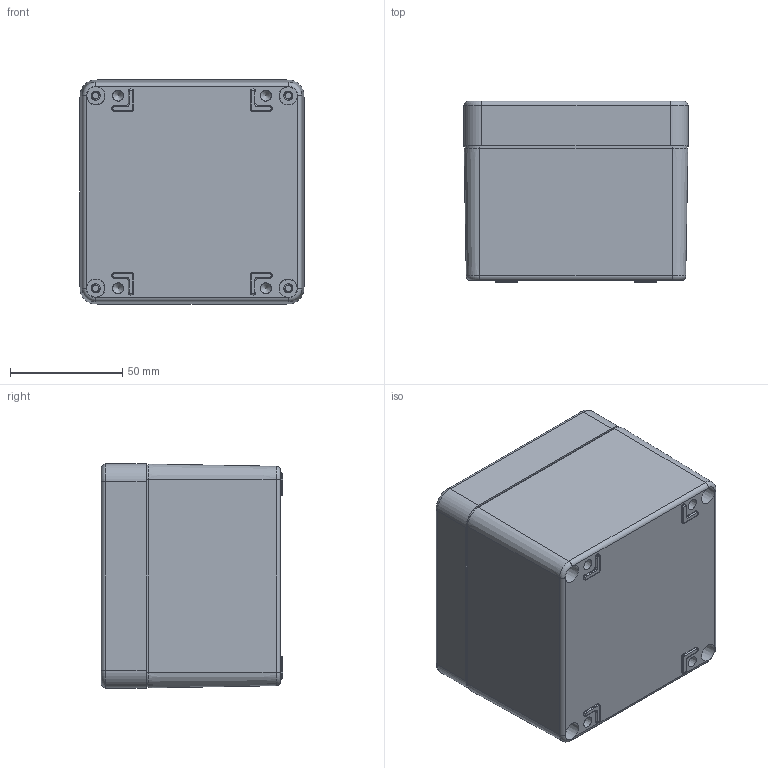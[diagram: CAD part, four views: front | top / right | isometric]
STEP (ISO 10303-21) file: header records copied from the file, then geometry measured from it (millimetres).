
FILE_DESCRIPTION( ( 'STEP AP214' ), '1' );
FILE_NAME( '15000801.stp', '2020-07-23T16:10:43', ( 'License CC BY-ND 4.0' ), ( 'CADENAS' ), ' ', 'PARTsolutions', ' ' );
FILE_SCHEMA( ( 'AUTOMOTIVE_DESIGN { 1 0 10303 214 1 1 1 1 }' ) );
Length unit declared in the file: millimetre
Products named in the file (16): 15000801; KASTEN-AL1010-8; KASTEN-AL1010-8-1; DECKEL-AL-1010; DECKEL-AL-1010-1; SCHRAUBE_AL-GEH_M4X24; SCHRAUBE_AL-GEH_M4X24-1
Assembly tree (21 placements, depth 2):
  15000801
    KASTEN-AL1010-8
    KASTEN-AL1010-8-1
    KASTEN-AL1010-8-1
    KASTEN-AL1010-8-1
    KASTEN-AL1010-8-1
    KASTEN-AL1010-8-1
    KASTEN-AL1010-8-1
    KASTEN-AL1010-8-1
    KASTEN-AL1010-8-1
    KASTEN-AL1010-8-1
    KASTEN-AL1010-8-1
    DECKEL-AL-1010
    DECKEL-AL-1010-1
    SCHRAUBE_AL-GEH_M4X24  x4
    SCHRAUBE_AL-GEH_M4X24-1  x4
Bounding box: 100 x 81 x 100 mm (x, y, z)
Volume: 214838.9 mm3; surface area: 111940.4 mm2
Topology: 6 solids, 32 shells, 647 faces, 1637 edges, 1068 vertices
Faces by surface type: plane 285, cylinder 164, torus 85, cone 81, bspline 28, sphere 4
Full cylindrical faces by diameter (mm): 3 x10, 3.25 x4, 3.5 x5, 4 x15, 6.4 x5, 7.2 x5
Entity records: 18567 total; most frequent: CARTESIAN_POINT 5319, DIRECTION 2772, ORIENTED_EDGE 2488, EDGE_CURVE 1284, AXIS2_PLACEMENT_3D 1074, VERTEX_POINT 869, EDGE_LOOP 729, LINE 624
